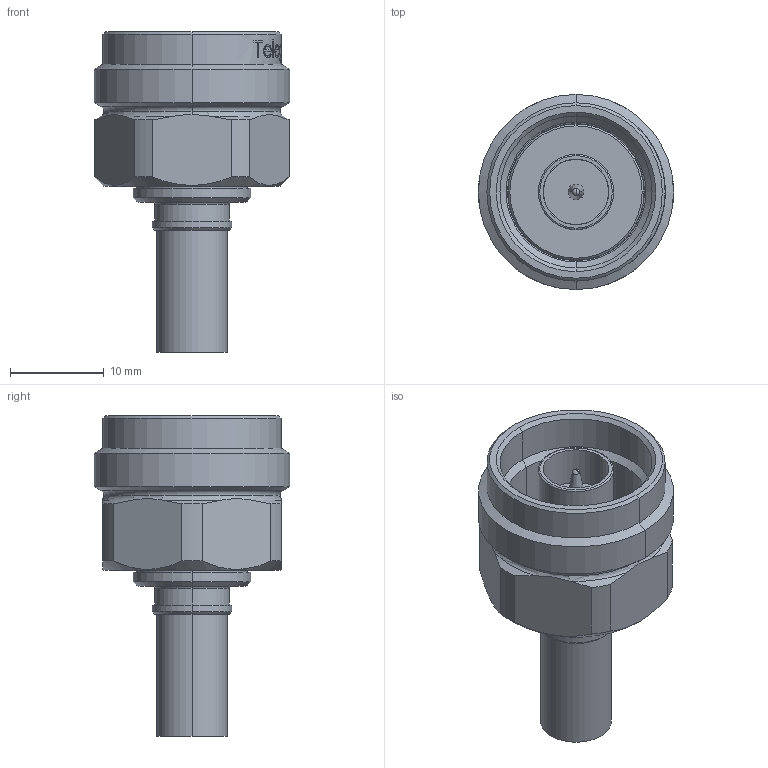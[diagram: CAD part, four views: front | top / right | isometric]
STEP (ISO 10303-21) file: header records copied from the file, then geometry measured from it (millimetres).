
FILE_DESCRIPTION (( 'STEP AP214' ), '1' );
FILE_NAME ('J01020A0119.STEP', '2009-09-29T12:52:35', ( 'markiewicz' ), ( '' ), 'SwSTEP 2.0', 'SolidWorks 2009', '' );
FILE_SCHEMA (( 'AUTOMOTIVE_DESIGN' ));
Length unit declared in the file: millimetre
Products named in the file (1): J01020A0119
Bounding box: 20.8 x 20.8 x 34.2 mm (x, y, z)
Volume: 3921.8 mm3; surface area: 4147.1 mm2
Topology: 1 solids, 2 shells, 292 faces, 709 edges, 455 vertices
Faces by surface type: plane 88, bspline 78, cylinder 70, cone 42, torus 12, sphere 2
Entity records: 16840 total; most frequent: CARTESIAN_POINT 7225, ORIENTED_EDGE 1418, DIRECTION 1167, EDGE_CURVE 709, VERTEX_POINT 455, AXIS2_PLACEMENT_3D 437, EDGE_LOOP 328, VECTOR 293
